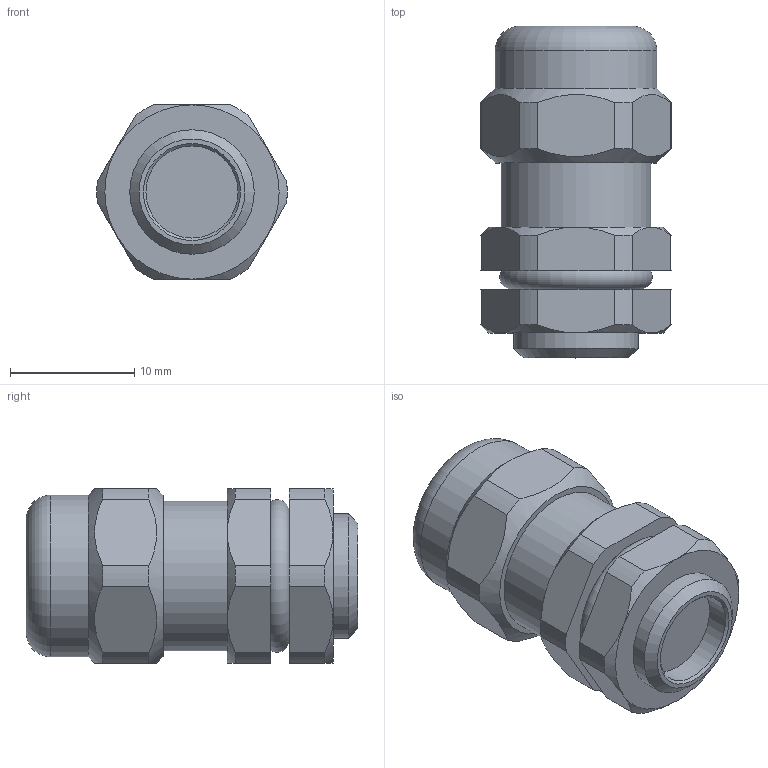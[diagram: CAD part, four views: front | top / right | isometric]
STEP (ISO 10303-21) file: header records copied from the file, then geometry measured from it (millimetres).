
FILE_DESCRIPTION(/* description */ (''),/* implementation_level */ '2;1');
FILE_NAME(/* name */ 'ГОФРОМАТИК ВК-НР-M10-6.5-L7.stp',/* time_stamp */ '2023-04-14T15:32:43+07:00',/* author */ ('zeta-09'),/* organization */ (''),/* preprocessor_version */ 'ST-DEVELOPER v18.1',/* originating_system */ 'Autodesk Inventor 2021',/* authorisation */ '');
FILE_SCHEMA (('AUTOMOTIVE_DESIGN { 1 0 10303 214 3 1 1 }'));
Length unit declared in the file: millimetre
Products named in the file (1): Деталь18
Bounding box: 15.29 x 26.66 x 14 mm (x, y, z)
Volume: 3569.5 mm3; surface area: 1745.9 mm2
Topology: 1 solids, 1 shells, 74 faces, 178 edges, 113 vertices
Faces by surface type: plane 28, cylinder 24, cone 19, torus 3
Full cylindrical faces by diameter (mm): 7.4 x1, 8.5 x1, 9 x1, 10 x1, 12 x1, 13 x1
Entity records: 2273 total; most frequent: CARTESIAN_POINT 438, DIRECTION 373, ORIENTED_EDGE 356, EDGE_CURVE 178, AXIS2_PLACEMENT_3D 156, VERTEX_POINT 113, EDGE_LOOP 82, CIRCLE 81
